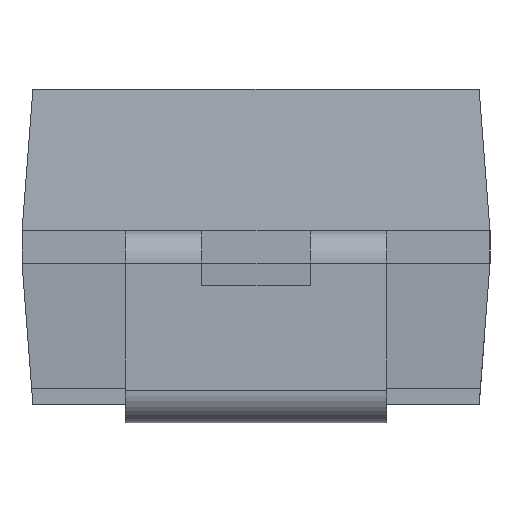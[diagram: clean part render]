
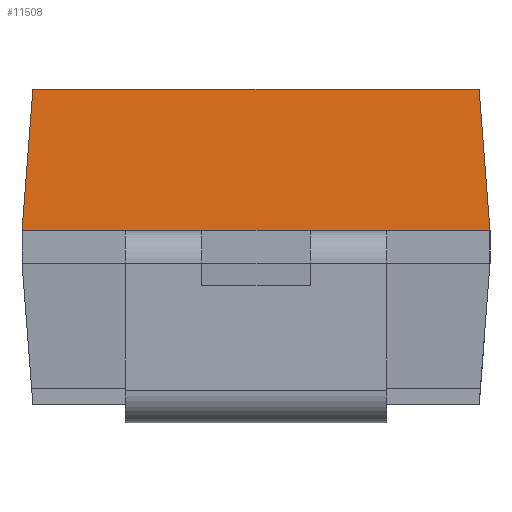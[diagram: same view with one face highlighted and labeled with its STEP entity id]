
A CAD part, left-side view. The second image highlights one B-rep face of the part: STEP entity #11508.
In plain terms, the highlighted planar face has unit normal (-0.997, 0, 0.077).
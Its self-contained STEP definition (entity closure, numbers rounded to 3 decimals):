
#394 = CARTESIAN_POINT ( 'NONE',  ( -3.35, 0.5, 0.15 ) ) ;
#492 = CARTESIAN_POINT ( 'NONE',  ( -3.25, -2.15, 1.45 ) ) ;
#2211 = CARTESIAN_POINT ( 'NONE',  ( -3.35, 1.2, 0.15 ) ) ;
#2471 = ORIENTED_EDGE ( 'NONE', *, *, #11980, .T. ) ;
#2479 = CARTESIAN_POINT ( 'NONE',  ( -3.35, -2.15, 0.15 ) ) ;
#2514 = DIRECTION ( 'NONE',  ( 0., 1., 0. ) ) ;
#2704 = LINE ( 'NONE', #8180, #9402 ) ;
#3028 = DIRECTION ( 'NONE',  ( -0.076, -0.076, -0.994 ) ) ;
#3455 = VERTEX_POINT ( 'NONE', #2211 ) ;
#3510 = ORIENTED_EDGE ( 'NONE', *, *, #15124, .F. ) ;
#3637 = VERTEX_POINT ( 'NONE', #2479 ) ;
#3804 = CARTESIAN_POINT ( 'NONE',  ( -3.35, 2.15, 0.15 ) ) ;
#4123 = CARTESIAN_POINT ( 'NONE',  ( -3.231, 2.031, 1.697 ) ) ;
#4830 = ORIENTED_EDGE ( 'NONE', *, *, #17638, .F. ) ;
#5695 = DIRECTION ( 'NONE',  ( 0., -1., 0. ) ) ;
#5699 = EDGE_LOOP ( 'NONE', ( #2471, #14388, #13810, #4830, #3510, #16910, #8105, #8452 ) ) ;
#5842 = VERTEX_POINT ( 'NONE', #9438 ) ;
#5848 = EDGE_CURVE ( 'NONE', #11564, #5842, #10152, .T. ) ;
#6008 = DIRECTION ( 'NONE',  ( 0., 1., 0. ) ) ;
#6304 = DIRECTION ( 'NONE',  ( -0.997, 0., 0.077 ) ) ;
#6785 = DIRECTION ( 'NONE',  ( 0., 1., 0. ) ) ;
#6938 = DIRECTION ( 'NONE',  ( 0., 1., 0. ) ) ;
#7185 = VECTOR ( 'NONE', #6938, 1000. ) ;
#7335 = LINE ( 'NONE', #15262, #12877 ) ;
#8105 = ORIENTED_EDGE ( 'NONE', *, *, #10117, .F. ) ;
#8166 = DIRECTION ( 'NONE',  ( -0.076, 0.076, -0.994 ) ) ;
#8180 = CARTESIAN_POINT ( 'NONE',  ( -3.35, -1.2, 0.15 ) ) ;
#8452 = ORIENTED_EDGE ( 'NONE', *, *, #5848, .F. ) ;
#8864 = VERTEX_POINT ( 'NONE', #11022 ) ;
#8900 = FACE_OUTER_BOUND ( 'NONE', #5699, .T. ) ;
#9277 = VERTEX_POINT ( 'NONE', #12137 ) ;
#9293 = LINE ( 'NONE', #4123, #16788 ) ;
#9402 = VECTOR ( 'NONE', #17530, 1000. ) ;
#9438 = CARTESIAN_POINT ( 'NONE',  ( -3.25, -2.05, 1.45 ) ) ;
#9771 = VECTOR ( 'NONE', #6785, 1000. ) ;
#10021 = CARTESIAN_POINT ( 'NONE',  ( -3.35, -1.2, 0.15 ) ) ;
#10117 = EDGE_CURVE ( 'NONE', #5842, #3637, #7335, .T. ) ;
#10152 = LINE ( 'NONE', #492, #14501 ) ;
#10216 = LINE ( 'NONE', #15667, #14468 ) ;
#10790 = CARTESIAN_POINT ( 'NONE',  ( -3.35, 2.15, 0.15 ) ) ;
#10880 = VECTOR ( 'NONE', #6008, 1000. ) ;
#11022 = CARTESIAN_POINT ( 'NONE',  ( -3.35, -1.2, 0.15 ) ) ;
#11330 = EDGE_CURVE ( 'NONE', #3637, #8864, #17667, .T. ) ;
#11508 = ADVANCED_FACE ( 'NONE', ( #8900 ), #14595, .T. ) ;
#11564 = VERTEX_POINT ( 'NONE', #14952 ) ;
#11748 = DIRECTION ( 'NONE',  ( 0., 1., 0. ) ) ;
#11980 = EDGE_CURVE ( 'NONE', #11564, #17438, #9293, .T. ) ;
#12137 = CARTESIAN_POINT ( 'NONE',  ( -3.35, -0.5, 0.15 ) ) ;
#12349 = CARTESIAN_POINT ( 'NONE',  ( -3.35, 2.15, 0.15 ) ) ;
#12766 = LINE ( 'NONE', #10021, #10880 ) ;
#12877 = VECTOR ( 'NONE', #3028, 1000. ) ;
#13264 = CARTESIAN_POINT ( 'NONE',  ( -3.25, 0., 1.45 ) ) ;
#13732 = EDGE_CURVE ( 'NONE', #14769, #3455, #2704, .T. ) ;
#13810 = ORIENTED_EDGE ( 'NONE', *, *, #13732, .F. ) ;
#13933 = AXIS2_PLACEMENT_3D ( 'NONE', #13264, #6304, #11748 ) ;
#14388 = ORIENTED_EDGE ( 'NONE', *, *, #14765, .F. ) ;
#14468 = VECTOR ( 'NONE', #2514, 1000. ) ;
#14501 = VECTOR ( 'NONE', #5695, 1000. ) ;
#14595 = PLANE ( 'NONE',  #13933 ) ;
#14765 = EDGE_CURVE ( 'NONE', #3455, #17438, #16730, .T. ) ;
#14769 = VERTEX_POINT ( 'NONE', #394 ) ;
#14952 = CARTESIAN_POINT ( 'NONE',  ( -3.25, 2.05, 1.45 ) ) ;
#15124 = EDGE_CURVE ( 'NONE', #8864, #9277, #12766, .T. ) ;
#15262 = CARTESIAN_POINT ( 'NONE',  ( -3.238, -2.038, 1.606 ) ) ;
#15667 = CARTESIAN_POINT ( 'NONE',  ( -3.35, -1.2, 0.15 ) ) ;
#16730 = LINE ( 'NONE', #12349, #7185 ) ;
#16788 = VECTOR ( 'NONE', #8166, 1000. ) ;
#16910 = ORIENTED_EDGE ( 'NONE', *, *, #11330, .F. ) ;
#17438 = VERTEX_POINT ( 'NONE', #3804 ) ;
#17530 = DIRECTION ( 'NONE',  ( 0., 1., 0. ) ) ;
#17638 = EDGE_CURVE ( 'NONE', #9277, #14769, #10216, .T. ) ;
#17667 = LINE ( 'NONE', #10790, #9771 ) ;
